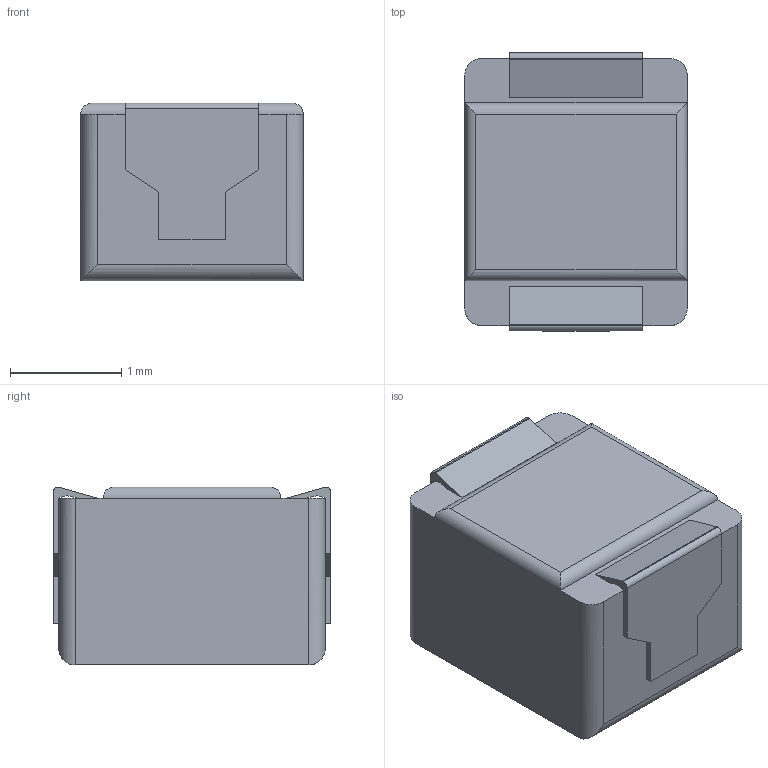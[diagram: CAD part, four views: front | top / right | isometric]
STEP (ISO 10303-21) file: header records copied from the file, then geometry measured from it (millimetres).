
FILE_DESCRIPTION((''),'2;1');
FILE_NAME('CM252016','2012-08-21T',('ryans'),('Bourns, Inc.'),'PRO/ENGINEER BY PARAMETRIC TECHNOLOGY CORPORATION, 2010100','PRO/ENGINEER BY PARAMETRIC TECHNOLOGY CORPORATION, 2010100','');
FILE_SCHEMA(('CONFIG_CONTROL_DESIGN'));
Length unit declared in the file: millimetre
Products named in the file (1): CM252016
Bounding box: 2 x 2.5 x 1.6 mm (x, y, z)
Volume: 7.6 mm3; surface area: 24.1 mm2
Topology: 1 solids, 1 shells, 44 faces, 120 edges, 76 vertices
Faces by surface type: plane 28, cylinder 16
Entity records: 1542 total; most frequent: CARTESIAN_POINT 388, ORIENTED_EDGE 240, DIRECTION 216, EDGE_CURVE 120, VECTOR 96, LINE 96, VERTEX_POINT 76, AXIS2_PLACEMENT_3D 60
